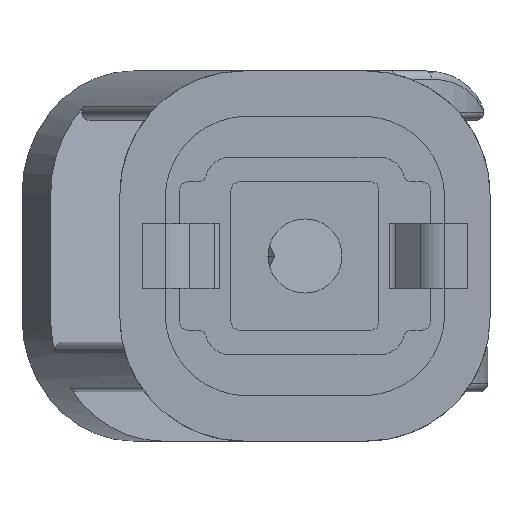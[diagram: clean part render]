
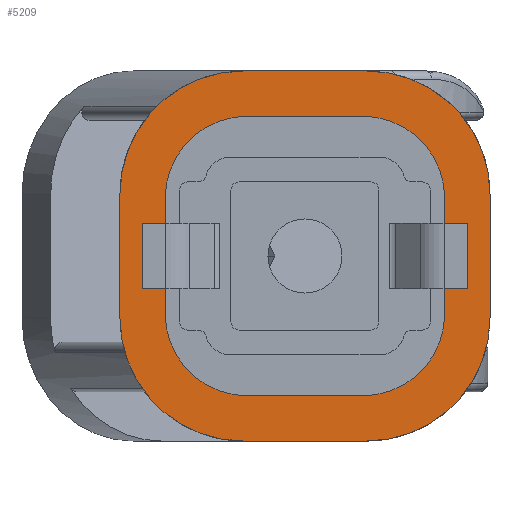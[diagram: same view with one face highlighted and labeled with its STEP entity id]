
A CAD part, front view. The second image highlights one B-rep face of the part: STEP entity #5209.
In plain terms, the highlighted face is planar.
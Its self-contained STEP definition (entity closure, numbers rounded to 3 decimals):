
#661 = LINE ( 'NONE', #6228, #664 ) ;
#664 = VECTOR ( 'NONE', #6229, 1000. ) ;
#665 = CIRCLE ( 'NONE', #1315, 15. ) ;
#670 = CIRCLE ( 'NONE', #1316, 10. ) ;
#847 = EDGE_CURVE ( 'NONE', #3988, #3978, #665, .T. ) ;
#921 = AXIS2_PLACEMENT_3D ( 'NONE', #3459, #3451, #6405 ) ;
#1091 = AXIS2_PLACEMENT_3D ( 'NONE', #4857, #4858, #4859 ) ;
#1101 = AXIS2_PLACEMENT_3D ( 'NONE', #4922, #4923, #4924 ) ;
#1104 = AXIS2_PLACEMENT_3D ( 'NONE', #4935, #4936, #4937 ) ;
#1108 = AXIS2_PLACEMENT_3D ( 'NONE', #4965, #4966, #4967 ) ;
#1113 = AXIS2_PLACEMENT_3D ( 'NONE', #4994, #4995, #4996 ) ;
#1115 = AXIS2_PLACEMENT_3D ( 'NONE', #5004, #5005, #5006 ) ;
#1315 = AXIS2_PLACEMENT_3D ( 'NONE', #6244, #6245, #6246 ) ;
#1316 = AXIS2_PLACEMENT_3D ( 'NONE', #6252, #6253, #6254 ) ;
#1362 = ORIENTED_EDGE ( 'NONE', *, *, #5454, .F. ) ;
#1371 = ORIENTED_EDGE ( 'NONE', *, *, #5501, .T. ) ;
#1386 = ORIENTED_EDGE ( 'NONE', *, *, #5519, .F. ) ;
#1410 = ORIENTED_EDGE ( 'NONE', *, *, #5576, .F. ) ;
#1412 = ORIENTED_EDGE ( 'NONE', *, *, #847, .F. ) ;
#1425 = ORIENTED_EDGE ( 'NONE', *, *, #5478, .F. ) ;
#1433 = ORIENTED_EDGE ( 'NONE', *, *, #5474, .F. ) ;
#1440 = ORIENTED_EDGE ( 'NONE', *, *, #5470, .F. ) ;
#1443 = ORIENTED_EDGE ( 'NONE', *, *, #6647, .F. ) ;
#1455 = ORIENTED_EDGE ( 'NONE', *, *, #5453, .F. ) ;
#1456 = ORIENTED_EDGE ( 'NONE', *, *, #5469, .F. ) ;
#1494 = ORIENTED_EDGE ( 'NONE', *, *, #5486, .T. ) ;
#1496 = ORIENTED_EDGE ( 'NONE', *, *, #5476, .F. ) ;
#1498 = ORIENTED_EDGE ( 'NONE', *, *, #6648, .T. ) ;
#1504 = ORIENTED_EDGE ( 'NONE', *, *, #5515, .F. ) ;
#1508 = ORIENTED_EDGE ( 'NONE', *, *, #5497, .T. ) ;
#1527 = EDGE_LOOP ( 'NONE', ( #1425, #1371, #1386, #1508, #1504, #1498, #1496, #1494 ) ) ;
#1555 = EDGE_LOOP ( 'NONE', ( #1412, #1410, #1433, #1443, #1455, #1440, #1456, #1362 ) ) ;
#2113 = PLANE ( 'NONE',  #921 ) ;
#2288 = CARTESIAN_POINT ( 'NONE',  ( 7., -17., 0. ) ) ;
#2303 = CARTESIAN_POINT ( 'NONE',  ( 17., -7., 0. ) ) ;
#2333 = CARTESIAN_POINT ( 'NONE',  ( -22.5, -7.5, 0. ) ) ;
#2335 = CARTESIAN_POINT ( 'NONE',  ( -7.5, 22.5, 0. ) ) ;
#2336 = CARTESIAN_POINT ( 'NONE',  ( 7.5, 22.5, 0. ) ) ;
#2339 = CARTESIAN_POINT ( 'NONE',  ( -7., 17., 0. ) ) ;
#2360 = CARTESIAN_POINT ( 'NONE',  ( 17., 7., 0. ) ) ;
#2361 = CARTESIAN_POINT ( 'NONE',  ( -22.5, 7.5, 0. ) ) ;
#2385 = CARTESIAN_POINT ( 'NONE',  ( -7.5, -22.5, 0. ) ) ;
#2390 = CARTESIAN_POINT ( 'NONE',  ( 22.5, -7.5, 0. ) ) ;
#2402 = CARTESIAN_POINT ( 'NONE',  ( -17., -7., 0. ) ) ;
#2403 = CARTESIAN_POINT ( 'NONE',  ( -17., 7., 0. ) ) ;
#2417 = CARTESIAN_POINT ( 'NONE',  ( 7., 17., 0. ) ) ;
#2447 = CARTESIAN_POINT ( 'NONE',  ( 7.5, -22.5, 0. ) ) ;
#2453 = CARTESIAN_POINT ( 'NONE',  ( -7., -17., 0. ) ) ;
#2469 = CARTESIAN_POINT ( 'NONE',  ( 22.5, 7.5, 0. ) ) ;
#2519 = CARTESIAN_POINT ( 'NONE',  ( 7.5, 22.5, 0. ) ) ;
#2521 = DIRECTION ( 'NONE',  ( -1., 0., 0. ) ) ;
#3451 = DIRECTION ( 'NONE',  ( 0., 0., 1. ) ) ;
#3459 = CARTESIAN_POINT ( 'NONE',  ( -7.5, 7.5, 0. ) ) ;
#3915 = VERTEX_POINT ( 'NONE', #2417 ) ;
#3929 = VERTEX_POINT ( 'NONE', #2390 ) ;
#3934 = VERTEX_POINT ( 'NONE', #2453 ) ;
#3940 = VERTEX_POINT ( 'NONE', #2288 ) ;
#3943 = VERTEX_POINT ( 'NONE', #2385 ) ;
#3947 = VERTEX_POINT ( 'NONE', #2402 ) ;
#3948 = VERTEX_POINT ( 'NONE', #2403 ) ;
#3975 = VERTEX_POINT ( 'NONE', #2360 ) ;
#3978 = VERTEX_POINT ( 'NONE', #2361 ) ;
#3986 = VERTEX_POINT ( 'NONE', #2447 ) ;
#3988 = VERTEX_POINT ( 'NONE', #2335 ) ;
#3995 = VERTEX_POINT ( 'NONE', #2333 ) ;
#3999 = VERTEX_POINT ( 'NONE', #2339 ) ;
#4000 = VERTEX_POINT ( 'NONE', #2469 ) ;
#4002 = VERTEX_POINT ( 'NONE', #2336 ) ;
#4022 = VERTEX_POINT ( 'NONE', #2303 ) ;
#4061 = FACE_BOUND ( 'NONE', #1527, .T. ) ;
#4074 = FACE_OUTER_BOUND ( 'NONE', #1555, .T. ) ;
#4366 = CIRCLE ( 'NONE', #1091, 15. ) ;
#4370 = LINE ( 'NONE', #4856, #4376 ) ;
#4376 = VECTOR ( 'NONE', #4852, 1000. ) ;
#4392 = CIRCLE ( 'NONE', #1101, 15. ) ;
#4394 = LINE ( 'NONE', #4917, #4396 ) ;
#4396 = VECTOR ( 'NONE', #4918, 1000. ) ;
#4397 = CIRCLE ( 'NONE', #1104, 15. ) ;
#4401 = LINE ( 'NONE', #4939, #4404 ) ;
#4403 = LINE ( 'NONE', #4931, #4408 ) ;
#4404 = VECTOR ( 'NONE', #4926, 1000. ) ;
#4408 = VECTOR ( 'NONE', #4945, 1000. ) ;
#4414 = CIRCLE ( 'NONE', #1108, 10. ) ;
#4432 = CIRCLE ( 'NONE', #1113, 10. ) ;
#4441 = CIRCLE ( 'NONE', #1115, 10. ) ;
#4459 = LINE ( 'NONE', #5043, #4462 ) ;
#4462 = VECTOR ( 'NONE', #5044, 1000. ) ;
#4467 = LINE ( 'NONE', #5051, #4470 ) ;
#4470 = VECTOR ( 'NONE', #5052, 1000. ) ;
#4553 = LINE ( 'NONE', #2519, #4556 ) ;
#4556 = VECTOR ( 'NONE', #2521, 1000. ) ;
#4852 = DIRECTION ( 'NONE',  ( 0., -1., 0. ) ) ;
#4856 = CARTESIAN_POINT ( 'NONE',  ( -22.5, 7.5, 0. ) ) ;
#4857 = CARTESIAN_POINT ( 'NONE',  ( 7.5, -7.5, 0. ) ) ;
#4858 = DIRECTION ( 'NONE',  ( 0., 0., 1. ) ) ;
#4859 = DIRECTION ( 'NONE',  ( -1., 0., 0. ) ) ;
#4917 = CARTESIAN_POINT ( 'NONE',  ( 7.5, -22.5, 0. ) ) ;
#4918 = DIRECTION ( 'NONE',  ( 1., 0., 0. ) ) ;
#4922 = CARTESIAN_POINT ( 'NONE',  ( -7.5, -7.5, 0. ) ) ;
#4923 = DIRECTION ( 'NONE',  ( 0., 0., 1. ) ) ;
#4924 = DIRECTION ( 'NONE',  ( -1., 0., 0. ) ) ;
#4926 = DIRECTION ( 'NONE',  ( 0., -1., 0. ) ) ;
#4931 = CARTESIAN_POINT ( 'NONE',  ( 17., 17., 0. ) ) ;
#4935 = CARTESIAN_POINT ( 'NONE',  ( 7.5, 7.5, 0. ) ) ;
#4936 = DIRECTION ( 'NONE',  ( 0., 0., 1. ) ) ;
#4937 = DIRECTION ( 'NONE',  ( -1., 0., 0. ) ) ;
#4939 = CARTESIAN_POINT ( 'NONE',  ( 17., 17., 0. ) ) ;
#4945 = DIRECTION ( 'NONE',  ( 1., 0., 0. ) ) ;
#4965 = CARTESIAN_POINT ( 'NONE',  ( 7., 7., 0. ) ) ;
#4966 = DIRECTION ( 'NONE',  ( 0., 0., 1. ) ) ;
#4967 = DIRECTION ( 'NONE',  ( 1., 0., 0. ) ) ;
#4994 = CARTESIAN_POINT ( 'NONE',  ( -7., -7., 0. ) ) ;
#4995 = DIRECTION ( 'NONE',  ( 0., 0., 1. ) ) ;
#4996 = DIRECTION ( 'NONE',  ( 1., 0., 0. ) ) ;
#5004 = CARTESIAN_POINT ( 'NONE',  ( -7., 7., 0. ) ) ;
#5005 = DIRECTION ( 'NONE',  ( 0., 0., 1. ) ) ;
#5006 = DIRECTION ( 'NONE',  ( 1., 0., 0. ) ) ;
#5043 = CARTESIAN_POINT ( 'NONE',  ( 17., -17., 0. ) ) ;
#5044 = DIRECTION ( 'NONE',  ( -1., 0., 0. ) ) ;
#5051 = CARTESIAN_POINT ( 'NONE',  ( -17., 17., 0. ) ) ;
#5052 = DIRECTION ( 'NONE',  ( 0., 1., 0. ) ) ;
#5209 = ADVANCED_FACE ( 'NONE', ( #4061, #4074 ), #2113, .F. ) ;
#5453 = EDGE_CURVE ( 'NONE', #3986, #3929, #4366, .T. ) ;
#5454 = EDGE_CURVE ( 'NONE', #3978, #3995, #4370, .T. ) ;
#5469 = EDGE_CURVE ( 'NONE', #3995, #3943, #4392, .T. ) ;
#5470 = EDGE_CURVE ( 'NONE', #3943, #3986, #4394, .T. ) ;
#5474 = EDGE_CURVE ( 'NONE', #4000, #4002, #4397, .T. ) ;
#5476 = EDGE_CURVE ( 'NONE', #3975, #4022, #4401, .T. ) ;
#5478 = EDGE_CURVE ( 'NONE', #3999, #3915, #4403, .T. ) ;
#5486 = EDGE_CURVE ( 'NONE', #3975, #3915, #4414, .T. ) ;
#5497 = EDGE_CURVE ( 'NONE', #3947, #3934, #4432, .T. ) ;
#5501 = EDGE_CURVE ( 'NONE', #3999, #3948, #4441, .T. ) ;
#5515 = EDGE_CURVE ( 'NONE', #3940, #3934, #4459, .T. ) ;
#5519 = EDGE_CURVE ( 'NONE', #3947, #3948, #4467, .T. ) ;
#5576 = EDGE_CURVE ( 'NONE', #4002, #3988, #4553, .T. ) ;
#6228 = CARTESIAN_POINT ( 'NONE',  ( 22.5, 7.5, 0. ) ) ;
#6229 = DIRECTION ( 'NONE',  ( 0., 1., 0. ) ) ;
#6244 = CARTESIAN_POINT ( 'NONE',  ( -7.5, 7.5, 0. ) ) ;
#6245 = DIRECTION ( 'NONE',  ( 0., 0., 1. ) ) ;
#6246 = DIRECTION ( 'NONE',  ( 1., 0., 0. ) ) ;
#6252 = CARTESIAN_POINT ( 'NONE',  ( 7., -7., 0. ) ) ;
#6253 = DIRECTION ( 'NONE',  ( 0., 0., 1. ) ) ;
#6254 = DIRECTION ( 'NONE',  ( 1., 0., 0. ) ) ;
#6405 = DIRECTION ( 'NONE',  ( 1., 0., 0. ) ) ;
#6647 = EDGE_CURVE ( 'NONE', #3929, #4000, #661, .T. ) ;
#6648 = EDGE_CURVE ( 'NONE', #3940, #4022, #670, .T. ) ;
